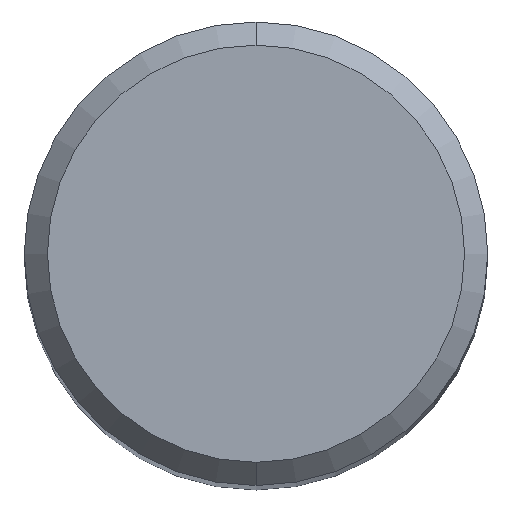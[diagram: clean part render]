
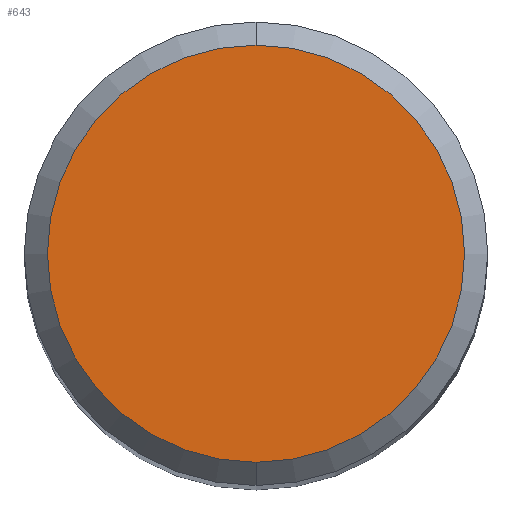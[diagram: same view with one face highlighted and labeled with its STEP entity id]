
A CAD part, top view. The second image highlights one B-rep face of the part: STEP entity #643.
In plain terms, the highlighted planar face has unit normal (0, 0, 1).
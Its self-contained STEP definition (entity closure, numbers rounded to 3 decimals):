
#477=EDGE_CURVE('',#819,#637,#1062,.T.);
#525=EDGE_CURVE('',#637,#819,#1115,.T.);
#637=VERTEX_POINT('',#1239);
#643=ADVANCED_FACE('',(#1247),#1248,.T.);
#819=VERTEX_POINT('',#1437);
#1062=CIRCLE('',#2771,4.5);
#1115=CIRCLE('',#2968,4.5);
#1239=CARTESIAN_POINT('',(0.0,4.5,0.0));
#1247=FACE_OUTER_BOUND('',#4023,.T.);
#1248=PLANE('',#4024);
#1437=CARTESIAN_POINT('',(0.,-4.5,0.0));
#2771=AXIS2_PLACEMENT_3D('',#6154,#6155,#6156);
#2968=AXIS2_PLACEMENT_3D('',#6213,#6214,#6215);
#4023=EDGE_LOOP('',(#6367,#6368));
#4024=AXIS2_PLACEMENT_3D('',#6369,#6370,#6371);
#6154=CARTESIAN_POINT('',(0.0,0.0,0.0));
#6155=DIRECTION('',(0.0,0.0,-1.0));
#6156=DIRECTION('',(0.0,1.0,0.0));
#6213=CARTESIAN_POINT('',(0.0,0.0,0.0));
#6214=DIRECTION('',(0.0,0.0,-1.0));
#6215=DIRECTION('',(0.0,1.0,0.0));
#6367=ORIENTED_EDGE('',*,*,#525,.F.);
#6368=ORIENTED_EDGE('',*,*,#477,.F.);
#6369=CARTESIAN_POINT('',(0.0,2.25,0.0));
#6370=DIRECTION('',(-0.0,0.0,1.0));
#6371=DIRECTION('',(0.0,-1.0,0.0));
